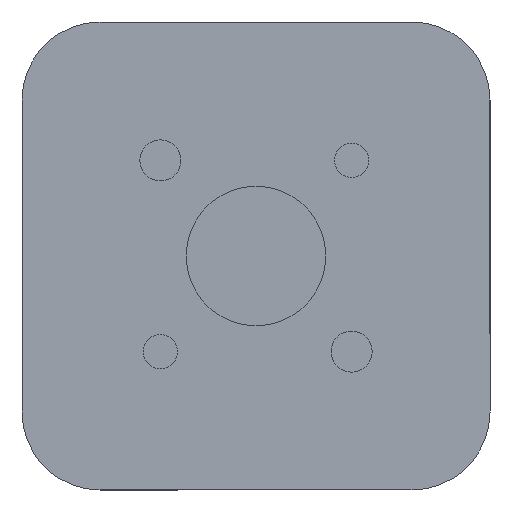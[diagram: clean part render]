
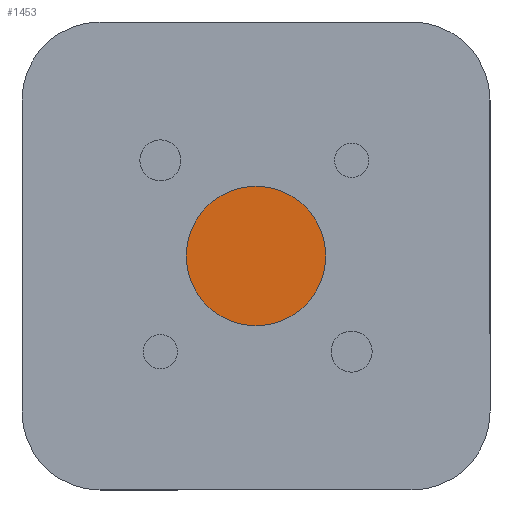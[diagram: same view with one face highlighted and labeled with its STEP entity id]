
A CAD part, left-side view. The second image highlights one B-rep face of the part: STEP entity #1453.
In plain terms, the highlighted planar face has unit normal (-1, 0, 0).
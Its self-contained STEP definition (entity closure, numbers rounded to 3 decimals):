
#115 = EDGE_LOOP ( 'NONE', ( #8596, #8595 ) ) ;
#1453 = ADVANCED_FACE ( 'NONE', ( #8721 ), #9770, .F. ) ;
#1841 = EDGE_CURVE ( 'NONE', #9271, #9242, #5394, .T. ) ;
#1870 = EDGE_CURVE ( 'NONE', #9242, #9271, #5435, .T. ) ;
#3019 = AXIS2_PLACEMENT_3D ( 'NONE', #9769, #9772, #9773 ) ;
#3305 = CARTESIAN_POINT ( 'NONE',  ( -21.321, 0., 8.5 ) ) ;
#3334 = CARTESIAN_POINT ( 'NONE',  ( -21.321, 0., -8.5 ) ) ;
#4548 = CARTESIAN_POINT ( 'NONE',  ( -21.321, 0., 0. ) ) ;
#4549 = DIRECTION ( 'NONE',  ( -1., 0., 0. ) ) ;
#4550 = DIRECTION ( 'NONE',  ( 0., 0., 1. ) ) ;
#4618 = CARTESIAN_POINT ( 'NONE',  ( -21.321, 0., 0. ) ) ;
#4625 = DIRECTION ( 'NONE',  ( -1., 0., 0. ) ) ;
#4626 = DIRECTION ( 'NONE',  ( 0., 0., 1. ) ) ;
#5394 = CIRCLE ( 'NONE', #10743, 8.5 ) ;
#5435 = CIRCLE ( 'NONE', #10763, 8.5 ) ;
#8595 = ORIENTED_EDGE ( 'NONE', *, *, #1841, .T. ) ;
#8596 = ORIENTED_EDGE ( 'NONE', *, *, #1870, .T. ) ;
#8721 = FACE_OUTER_BOUND ( 'NONE', #115, .T. ) ;
#9242 = VERTEX_POINT ( 'NONE', #3305 ) ;
#9271 = VERTEX_POINT ( 'NONE', #3334 ) ;
#9769 = CARTESIAN_POINT ( 'NONE',  ( -21.321, 8.5, 0. ) ) ;
#9770 = PLANE ( 'NONE',  #3019 ) ;
#9772 = DIRECTION ( 'NONE',  ( 1., 0., 0. ) ) ;
#9773 = DIRECTION ( 'NONE',  ( 0., 0., -1. ) ) ;
#10743 = AXIS2_PLACEMENT_3D ( 'NONE', #4548, #4549, #4550 ) ;
#10763 = AXIS2_PLACEMENT_3D ( 'NONE', #4618, #4625, #4626 ) ;
